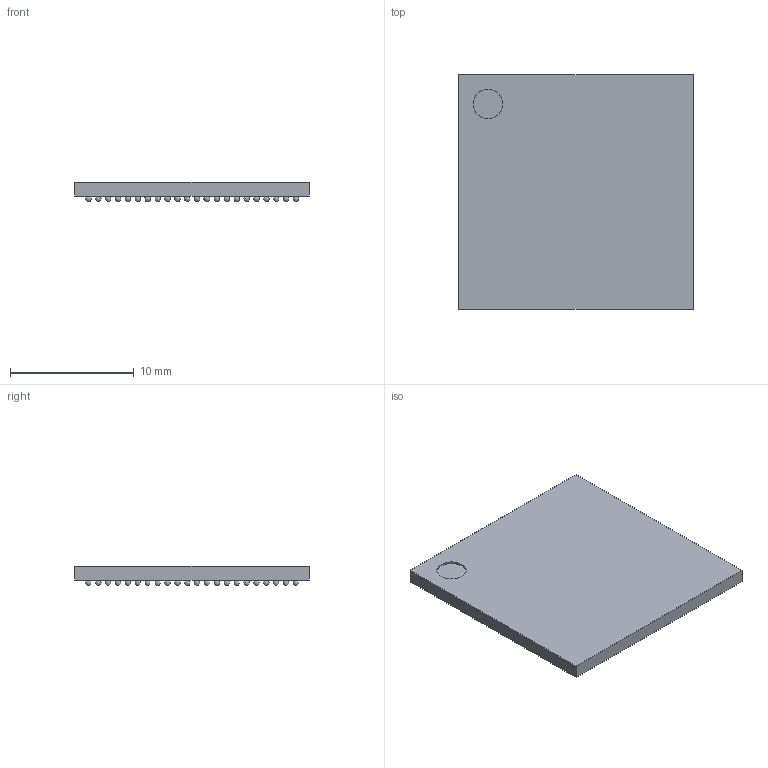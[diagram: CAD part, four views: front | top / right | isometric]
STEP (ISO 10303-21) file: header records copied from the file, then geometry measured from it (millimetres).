
FILE_DESCRIPTION(('FreeCAD Model'),'2;1');
FILE_NAME('874645.1.1.stp','2018-02-15T18:00:34',( 'Author'),(''),'Open CASCADE STEP processor 6.8','FreeCAD','Unknown' );
FILE_SCHEMA(('AUTOMOTIVE_DESIGN_CC2 { 1 2 10303 214 -1 1 5 4 }'));
Length unit declared in the file: millimetre
Products named in the file (3): ASSEMBLY; Array; Body
Assembly tree (2 placements, depth 2):
  ASSEMBLY
    Array
    Body
Bounding box: 19 x 19 x 1.6 mm (x, y, z)
Volume: 432.6 mm3; surface area: 1151.8 mm2
Topology: 485 solids, 485 shells, 492 faces, 1467 edges, 978 vertices
Faces by surface type: sphere 484, plane 7, cylinder 1
Full cylindrical faces by diameter (mm): 2.375 x1
Entity records: 10619 total; most frequent: DIRECTION 1037, CARTESIAN_POINT 1034, AXIS2_PLACEMENT_3D 497, VERTEX_POINT 494, FACE_BOUND 493, ADVANCED_FACE 492, MANIFOLD_SOLID_BREP 485, CLOSED_SHELL 485
